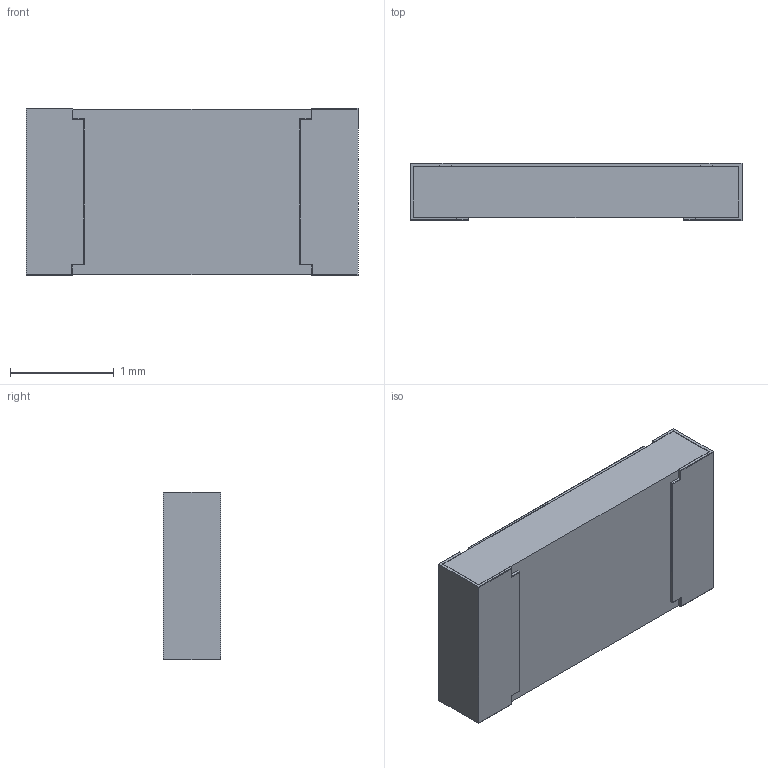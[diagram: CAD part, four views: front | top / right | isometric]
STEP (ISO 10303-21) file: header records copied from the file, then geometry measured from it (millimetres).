
FILE_DESCRIPTION (( 'STEP AP203' ), '1' );
FILE_NAME ('RES1206.STEP', '2013-06-23T19:55:04', ( '' ), ( '' ), 'SwSTEP 2.0', 'SolidWorks 2013', '' );
FILE_SCHEMA (( 'CONFIG_CONTROL_DESIGN' ));
Length unit declared in the file: millimetre
Products named in the file (1): RES1206
Bounding box: 3.2 x 0.55 x 1.61 mm (x, y, z)
Volume: 2.7 mm3; surface area: 15.5 mm2
Topology: 1 solids, 1 shells, 90 faces, 240 edges, 152 vertices
Faces by surface type: plane 60, cylinder 30
Entity records: 2883 total; most frequent: CARTESIAN_POINT 597, ORIENTED_EDGE 480, DIRECTION 434, EDGE_CURVE 240, VECTOR 192, LINE 192, VERTEX_POINT 152, AXIS2_PLACEMENT_3D 121
